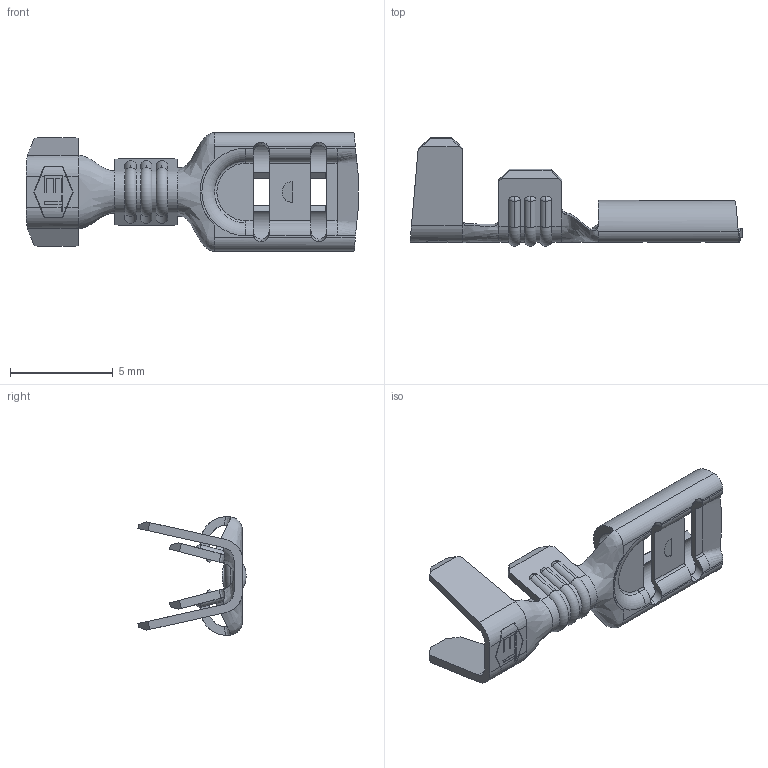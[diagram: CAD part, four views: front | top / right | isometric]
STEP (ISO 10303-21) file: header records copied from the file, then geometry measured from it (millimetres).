
FILE_DESCRIPTION (( 'STEP AP203' ), '1' );
FILE_NAME ('07377.STEP', '2015-02-17T15:54:52', ( '' ), ( '' ), 'SwSTEP 2.0', 'SolidWorks 2014', '' );
FILE_SCHEMA (( 'CONFIG_CONTROL_DESIGN' ));
Length unit declared in the file: inch
Products named in the file (1): 07377
Bounding box: 16.13 x 5.26 x 5.77 mm (x, y, z)
Volume: 55.6 mm3; surface area: 321.8 mm2
Topology: 1 solids, 1 shells, 267 faces, 726 edges, 460 vertices
Faces by surface type: plane 135, cylinder 75, bspline 24, torus 19, cone 14
Entity records: 9751 total; most frequent: CARTESIAN_POINT 3341, ORIENTED_EDGE 1452, DIRECTION 1150, EDGE_CURVE 726, VERTEX_POINT 460, LINE 422, VECTOR 422, AXIS2_PLACEMENT_3D 364
